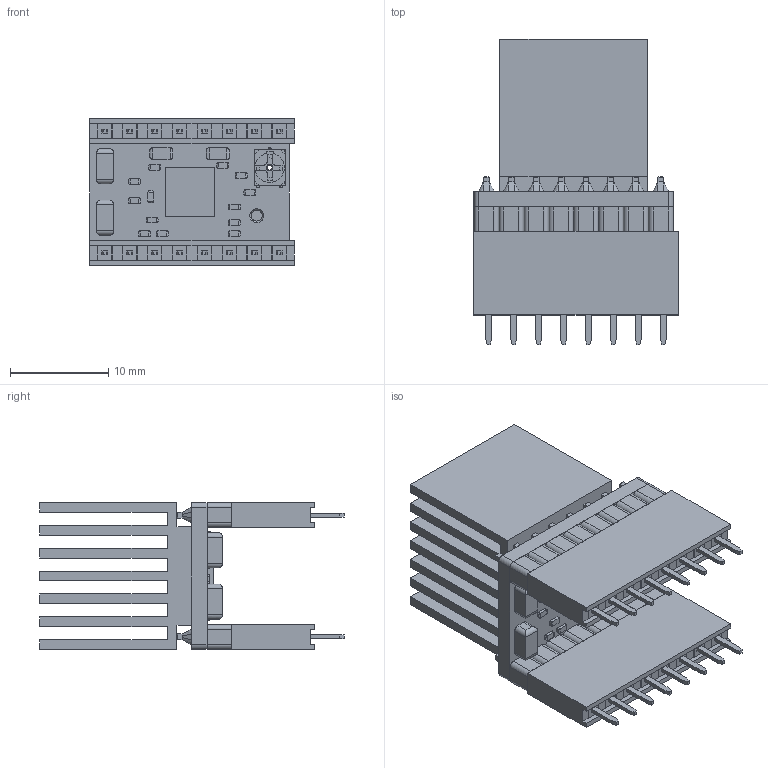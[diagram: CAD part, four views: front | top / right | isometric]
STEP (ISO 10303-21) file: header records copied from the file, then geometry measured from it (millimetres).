
FILE_DESCRIPTION(/* description */ ('STEP AP242','CAx-IF Rec.Pracs.---Representation and Presentation of Product Manufacturing Information (PMI)---4.0---2014-10-13','CAx-IF Rec.Pracs.---3D Tessellated Geometry---0.4---2014-09-14','2;1'),/* implementation_level */ '2;1');
FILE_NAME(/* name */ '670ffdf81f56d01fa9bf10ed',/* time_stamp */ '2024-10-16T17:55:06Z',/* author */ (''),/* organization */ (''),/* preprocessor_version */ 'ST-DEVELOPER v20',/* originating_system */ ' ',/* authorisation */ ' ');
FILE_SCHEMA (('AP242_MANAGED_MODEL_BASED_3D_ENGINEERING_MIM_LF { 1 0 10303 442 1 1 4 }'));
Length unit declared in the file: metre
Products named in the file (42): TMC2208-Pinheader; 1x8; TMC2208 <1>; Document; Heat
Assembly tree (42 placements, depth 3):
  TMC2208-Pinheader
    1x8  x2
    TMC2208 <1>
      Document
      Document
      Document
      Document
      Document
      Document
      Heat
      Document
      Document
      Document
      Document
      Document
      Document
      Document
      Document
      Document
      Document
      Document
      Document
      Document
      Document
      Document
      Document
      Document
      Document
      Document
      Document
      Document
      Document
      Document
      Document
      Document
      Document
      Document
      Document
      Document
      Document
      Document
      Document
Bounding box: 20.82 x 31.07 x 15 mm (x, y, z)
Volume: 3439.8 mm3; surface area: 7435.4 mm2
Topology: 41 solids, 41 shells, 1459 faces, 3538 edges, 2233 vertices
Faces by surface type: plane 1117, cylinder 201, bspline 102, cone 33, torus 6
Full cylindrical faces by diameter (mm): 0.514 x1, 0.6 x9, 1.12 x1, 1.85 x1, 2 x1
Entity records: 38398 total; most frequent: CARTESIAN_POINT 7667, ORIENTED_EDGE 5768, DIRECTION 5432, EDGE_CURVE 2884, LINE 2254, VECTOR 2254, VERTEX_POINT 1829, AXIS2_PLACEMENT_3D 1589
